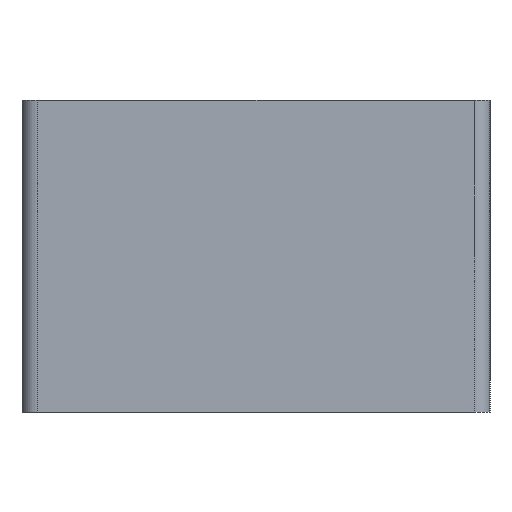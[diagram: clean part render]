
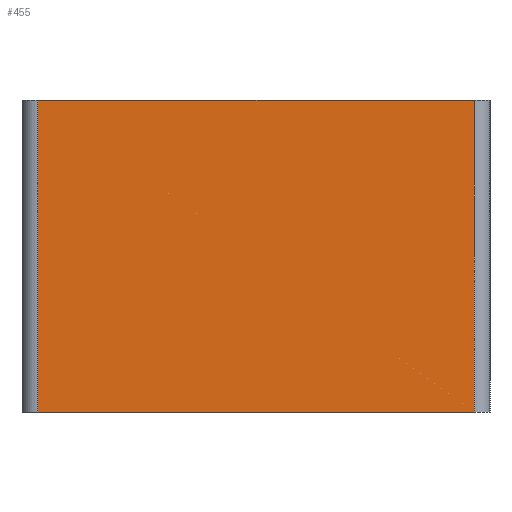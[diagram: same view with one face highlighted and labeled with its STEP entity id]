
A CAD part, left-side view. The second image highlights one B-rep face of the part: STEP entity #455.
In plain terms, the highlighted planar face has unit normal (-1, 0, 0).
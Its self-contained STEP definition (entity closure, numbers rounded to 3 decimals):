
#120 = VERTEX_POINT('',#121);
#121 = CARTESIAN_POINT('',(0.,29.,0.));
#128 = EDGE_CURVE('',#120,#129,#131,.T.);
#129 = VERTEX_POINT('',#130);
#130 = CARTESIAN_POINT('',(0.,1.,0.));
#131 = LINE('',#132,#133);
#132 = CARTESIAN_POINT('',(0.,30.,0.));
#133 = VECTOR('',#134,1.);
#134 = DIRECTION('',(0.,-1.,0.));
#152 = EDGE_CURVE('',#129,#153,#155,.T.);
#153 = VERTEX_POINT('',#154);
#154 = CARTESIAN_POINT('',(0.,1.,20.));
#155 = LINE('',#156,#157);
#156 = CARTESIAN_POINT('',(0.,1.,0.));
#157 = VECTOR('',#158,1.);
#158 = DIRECTION('',(0.,0.,1.));
#202 = VERTEX_POINT('',#203);
#203 = CARTESIAN_POINT('',(0.,29.,20.));
#212 = EDGE_CURVE('',#202,#153,#213,.T.);
#213 = LINE('',#214,#215);
#214 = CARTESIAN_POINT('',(0.,30.,20.));
#215 = VECTOR('',#216,1.);
#216 = DIRECTION('',(0.,-1.,0.));
#455 = ADVANCED_FACE('',(#456),#467,.F.);
#456 = FACE_BOUND('',#457,.F.);
#457 = EDGE_LOOP('',(#458,#459,#465,#466));
#458 = ORIENTED_EDGE('',*,*,#128,.F.);
#459 = ORIENTED_EDGE('',*,*,#460,.T.);
#460 = EDGE_CURVE('',#120,#202,#461,.T.);
#461 = LINE('',#462,#463);
#462 = CARTESIAN_POINT('',(0.,29.,0.));
#463 = VECTOR('',#464,1.);
#464 = DIRECTION('',(0.,0.,1.));
#465 = ORIENTED_EDGE('',*,*,#212,.T.);
#466 = ORIENTED_EDGE('',*,*,#152,.F.);
#467 = PLANE('',#468);
#468 = AXIS2_PLACEMENT_3D('',#469,#470,#471);
#469 = CARTESIAN_POINT('',(0.,30.,0.));
#470 = DIRECTION('',(1.,0.,0.));
#471 = DIRECTION('',(0.,-1.,0.));
